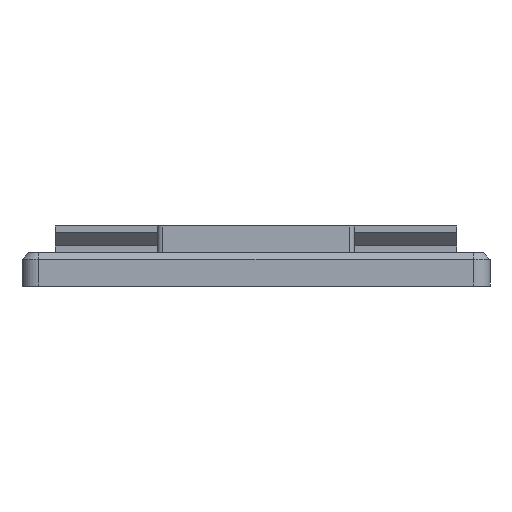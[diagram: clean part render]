
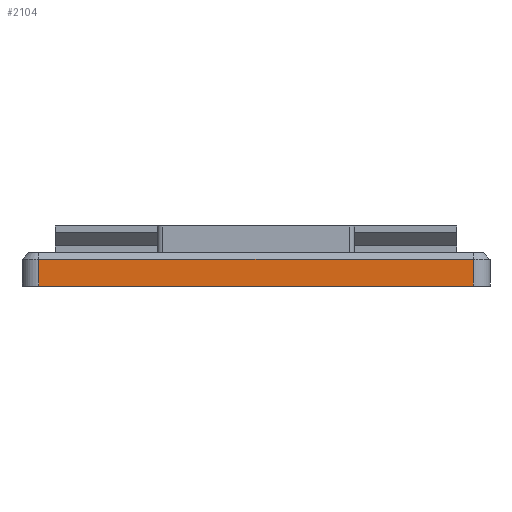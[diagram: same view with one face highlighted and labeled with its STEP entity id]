
A CAD part, front view. The second image highlights one B-rep face of the part: STEP entity #2104.
In plain terms, the highlighted planar face has unit normal (0, -1, 0).
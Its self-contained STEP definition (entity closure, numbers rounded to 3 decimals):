
#127 = VERTEX_POINT('',#128);
#128 = CARTESIAN_POINT('',(32.5,-85.,0.));
#135 = EDGE_CURVE('',#127,#136,#138,.T.);
#136 = VERTEX_POINT('',#137);
#137 = CARTESIAN_POINT('',(-32.5,-85.,0.));
#138 = LINE('',#139,#140);
#139 = CARTESIAN_POINT('',(32.5,-85.,0.));
#140 = VECTOR('',#141,1.);
#141 = DIRECTION('',(-1.,0.,0.));
#1054 = EDGE_CURVE('',#127,#1055,#1057,.T.);
#1055 = VERTEX_POINT('',#1056);
#1056 = CARTESIAN_POINT('',(32.5,-85.,4.));
#1057 = LINE('',#1058,#1059);
#1058 = CARTESIAN_POINT('',(32.5,-85.,0.));
#1059 = VECTOR('',#1060,1.);
#1060 = DIRECTION('',(0.,0.,1.));
#2104 = ADVANCED_FACE('',(#2105),#2123,.T.);
#2105 = FACE_BOUND('',#2106,.T.);
#2106 = EDGE_LOOP('',(#2107,#2108,#2116,#2122));
#2107 = ORIENTED_EDGE('',*,*,#1054,.T.);
#2108 = ORIENTED_EDGE('',*,*,#2109,.T.);
#2109 = EDGE_CURVE('',#1055,#2110,#2112,.T.);
#2110 = VERTEX_POINT('',#2111);
#2111 = CARTESIAN_POINT('',(-32.5,-85.,4.));
#2112 = LINE('',#2113,#2114);
#2113 = CARTESIAN_POINT('',(32.5,-85.,4.));
#2114 = VECTOR('',#2115,1.);
#2115 = DIRECTION('',(-1.,0.,0.));
#2116 = ORIENTED_EDGE('',*,*,#2117,.F.);
#2117 = EDGE_CURVE('',#136,#2110,#2118,.T.);
#2118 = LINE('',#2119,#2120);
#2119 = CARTESIAN_POINT('',(-32.5,-85.,0.));
#2120 = VECTOR('',#2121,1.);
#2121 = DIRECTION('',(0.,0.,1.));
#2122 = ORIENTED_EDGE('',*,*,#135,.F.);
#2123 = PLANE('',#2124);
#2124 = AXIS2_PLACEMENT_3D('',#2125,#2126,#2127);
#2125 = CARTESIAN_POINT('',(0.,-85.,2.5));
#2126 = DIRECTION('',(-0.,-1.,-0.));
#2127 = DIRECTION('',(0.,0.,-1.));
